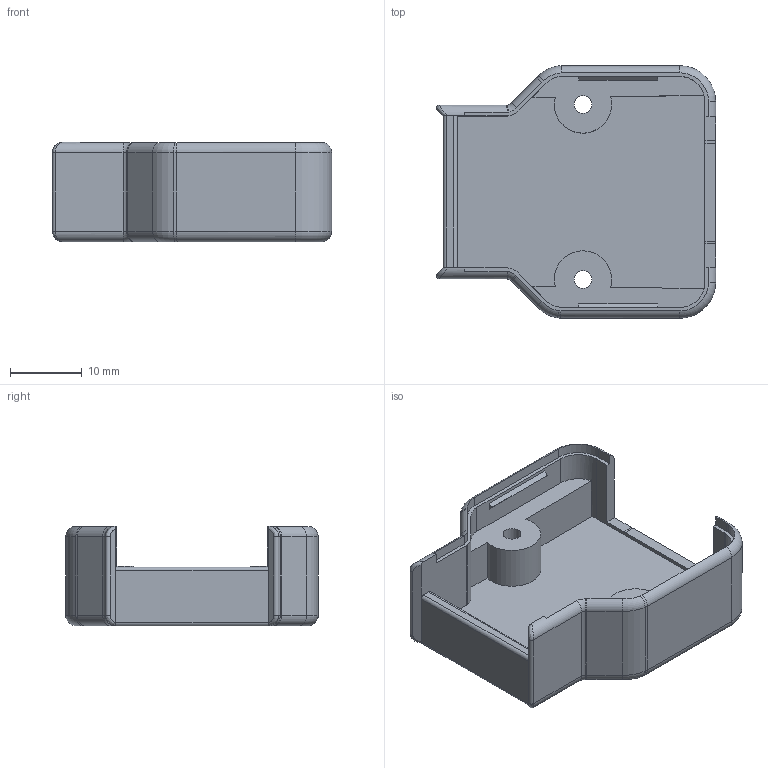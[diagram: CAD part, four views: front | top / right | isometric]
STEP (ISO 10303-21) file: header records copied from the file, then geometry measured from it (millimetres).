
FILE_DESCRIPTION(/* description */ (''),/* implementation_level */ '2;1');
FILE_NAME(/* name */ 'M5StickC_Switch_Input_Main.step',/* time_stamp */ '2022-08-28T20:39:33-07:00',/* author */ (''),/* organization */ (''),/* preprocessor_version */ 'ST-DEVELOPER v19',/* originating_system */ 'Autodesk Translation Framework v11.7.0.108',/* authorisation */ '');
FILE_SCHEMA (('AUTOMOTIVE_DESIGN { 1 0 10303 214 3 1 1 }'));
Length unit declared in the file: millimetre
Products named in the file (2): M5StickC_Switch_Input_Main; Component1
Assembly tree (1 placements, depth 2):
  M5StickC_Switch_Input_Main
    Component1
Bounding box: 38.94 x 35.2 x 13.9 mm (x, y, z)
Volume: 5023.5 mm3; surface area: 5363.8 mm2
Topology: 1 solids, 1 shells, 393 faces, 1066 edges, 691 vertices
Faces by surface type: plane 202, bspline 119, cylinder 56, torus 16
Full cylindrical faces by diameter (mm): 2.5 x2, 6 x2
Entity records: 14000 total; most frequent: CARTESIAN_POINT 4813, ORIENTED_EDGE 2128, DIRECTION 1482, EDGE_CURVE 1064, LINE 694, VECTOR 694, VERTEX_POINT 691, EDGE_LOOP 415
